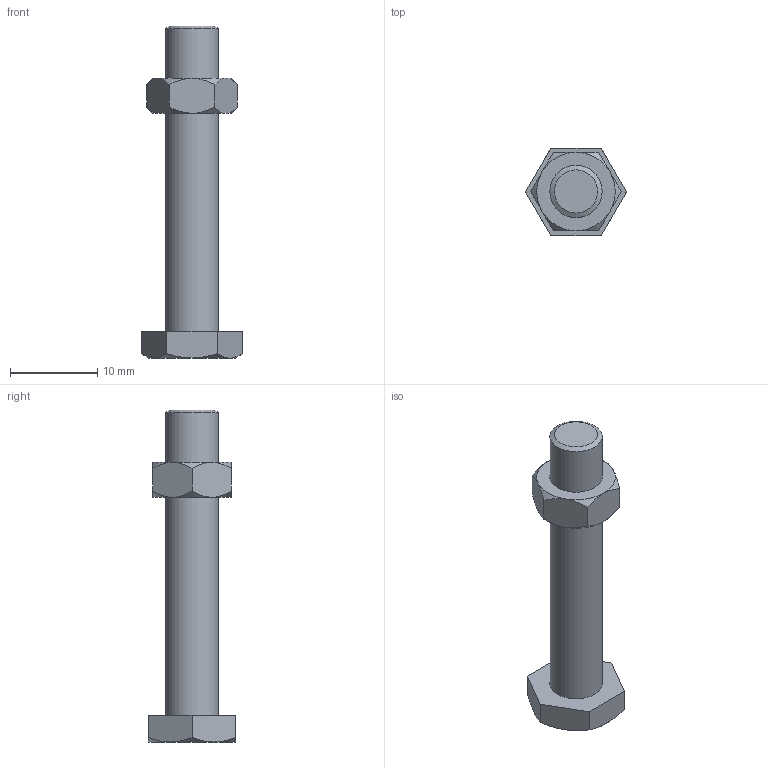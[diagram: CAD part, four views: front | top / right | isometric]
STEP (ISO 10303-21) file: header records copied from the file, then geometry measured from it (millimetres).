
FILE_DESCRIPTION(/* description */ ('STEP AP242','CAx-IF Rec.Pracs.---Representation and Presentation of Product Manufacturing Information (PMI)---4.0---2014-10-13','CAx-IF Rec.Pracs.---3D Tessellated Geometry---0.4---2014-09-14','2;1'),/* implementation_level */ '2;1');
FILE_NAME(/* name */ '6755fff2aebe490a25a89fa0',/* time_stamp */ '2024-12-08T20:22:23Z',/* author */ (''),/* organization */ (''),/* preprocessor_version */ 'ST-DEVELOPER v20',/* originating_system */ 'ONSHAPE BY PTC INC, 1.190',/* authorisation */ ' ');
FILE_SCHEMA (('AP242_MANAGED_MODEL_BASED_3D_ENGINEERING_MIM_LF { 1 0 10303 442 1 1 4 }'));
Length unit declared in the file: metre
Products named in the file (2): hook nut; hook pin
Bounding box: 11.55 x 10 x 38.05 mm (x, y, z)
Volume: 1416.2 mm3; surface area: 1204.4 mm2
Topology: 2 solids, 2 shells, 39 faces, 82 edges, 48 vertices
Faces by surface type: cone 19, plane 17, cylinder 3
Full cylindrical faces by diameter (mm): 6 x3
Entity records: 1088 total; most frequent: CARTESIAN_POINT 275, ORIENTED_EDGE 156, DIRECTION 148, EDGE_CURVE 78, AXIS2_PLACEMENT_3D 65, VERTEX_POINT 48, EDGE_LOOP 46, FACE_BOUND 46
